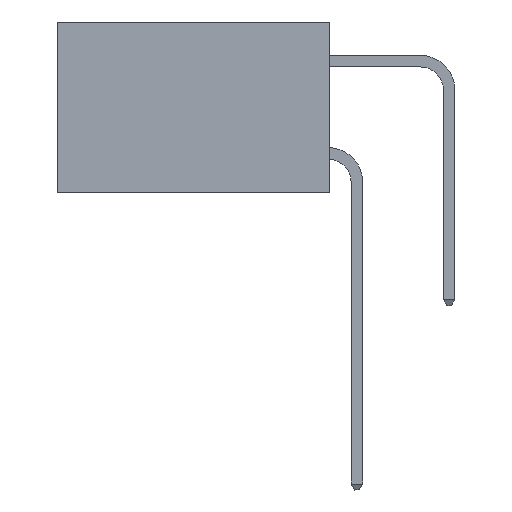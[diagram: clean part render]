
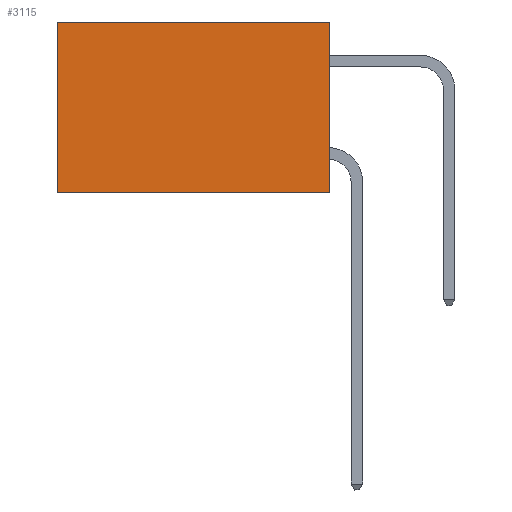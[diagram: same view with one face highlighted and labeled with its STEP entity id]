
A CAD part, left-side view. The second image highlights one B-rep face of the part: STEP entity #3115.
In plain terms, the highlighted planar face has unit normal (-1, 0, 0).
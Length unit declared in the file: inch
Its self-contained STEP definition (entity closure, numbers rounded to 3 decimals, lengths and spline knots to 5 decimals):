
#576 = DIRECTION ( 'NONE',  ( 0., 1., 0. ) ) ;
#773 = CARTESIAN_POINT ( 'NONE',  ( 0.277, 0., -0.37 ) ) ;
#901 = VERTEX_POINT ( 'NONE', #26092 ) ;
#2007 = VECTOR ( 'NONE', #8181, 39.37008 ) ;
#2173 = CARTESIAN_POINT ( 'NONE',  ( 0.277, 0., -0.37 ) ) ;
#2407 = EDGE_CURVE ( 'NONE', #25989, #901, #10238, .T. ) ;
#3115 = ADVANCED_FACE ( 'NONE', ( #13844 ), #20235, .F. ) ;
#5487 = VECTOR ( 'NONE', #576, 39.37008 ) ;
#5848 = EDGE_CURVE ( 'NONE', #901, #15333, #7216, .T. ) ;
#7216 = LINE ( 'NONE', #773, #5487 ) ;
#8181 = DIRECTION ( 'NONE',  ( 0., 0., -1. ) ) ;
#8402 = ORIENTED_EDGE ( 'NONE', *, *, #5848, .F. ) ;
#8856 = CARTESIAN_POINT ( 'NONE',  ( 0.277, 0., 0. ) ) ;
#8940 = LINE ( 'NONE', #11867, #22643 ) ;
#9104 = DIRECTION ( 'NONE',  ( 0., 0., -1. ) ) ;
#10238 = LINE ( 'NONE', #2173, #2007 ) ;
#10241 = CARTESIAN_POINT ( 'NONE',  ( 0.277, 0.59, 0. ) ) ;
#10960 = LINE ( 'NONE', #8856, #16501 ) ;
#11867 = CARTESIAN_POINT ( 'NONE',  ( 0.277, 0.59, -0.37 ) ) ;
#13141 = ORIENTED_EDGE ( 'NONE', *, *, #34836, .T. ) ;
#13844 = FACE_OUTER_BOUND ( 'NONE', #21355, .T. ) ;
#14379 = DIRECTION ( 'NONE',  ( 0., 0., -1. ) ) ;
#14502 = DIRECTION ( 'NONE',  ( 1., 0., 0. ) ) ;
#15333 = VERTEX_POINT ( 'NONE', #32760 ) ;
#15663 = CARTESIAN_POINT ( 'NONE',  ( 0.277, 0., 0. ) ) ;
#15894 = VERTEX_POINT ( 'NONE', #10241 ) ;
#16039 = CARTESIAN_POINT ( 'NONE',  ( 0.277, 0., -0.37 ) ) ;
#16501 = VECTOR ( 'NONE', #17082, 39.37008 ) ;
#17082 = DIRECTION ( 'NONE',  ( 0., 1., 0. ) ) ;
#20235 = PLANE ( 'NONE',  #27622 ) ;
#21355 = EDGE_LOOP ( 'NONE', ( #27611, #8402, #26056, #13141 ) ) ;
#21492 = EDGE_CURVE ( 'NONE', #15894, #15333, #8940, .T. ) ;
#22643 = VECTOR ( 'NONE', #9104, 39.37008 ) ;
#25989 = VERTEX_POINT ( 'NONE', #15663 ) ;
#26056 = ORIENTED_EDGE ( 'NONE', *, *, #2407, .F. ) ;
#26092 = CARTESIAN_POINT ( 'NONE',  ( 0.277, 0., -0.37 ) ) ;
#27611 = ORIENTED_EDGE ( 'NONE', *, *, #21492, .T. ) ;
#27622 = AXIS2_PLACEMENT_3D ( 'NONE', #16039, #14502, #14379 ) ;
#32760 = CARTESIAN_POINT ( 'NONE',  ( 0.277, 0.59, -0.37 ) ) ;
#34836 = EDGE_CURVE ( 'NONE', #25989, #15894, #10960, .T. ) ;
